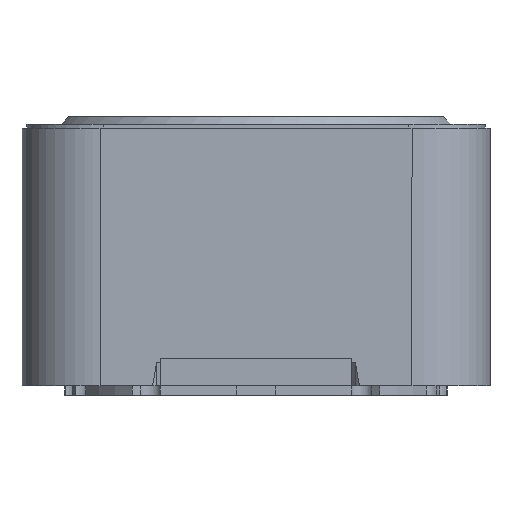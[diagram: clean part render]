
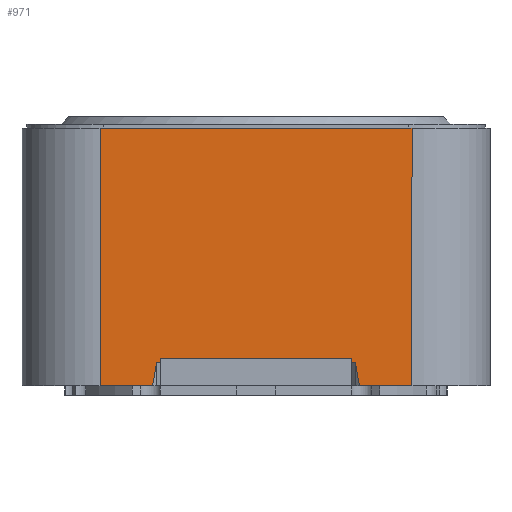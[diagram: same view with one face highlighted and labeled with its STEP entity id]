
A CAD part, front view. The second image highlights one B-rep face of the part: STEP entity #971.
In plain terms, the highlighted free-form (B-spline) face has degree [1, 1] with [2, 2] control points.
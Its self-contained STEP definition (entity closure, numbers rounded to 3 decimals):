
#908=CARTESIAN_POINT('',(-6.,-6.,-6.9));
#909=CARTESIAN_POINT('',(-6.,-6.,-0.2));
#910=CARTESIAN_POINT('',(6.,-6.,-6.9));
#911=CARTESIAN_POINT('',(6.,-6.,-0.2));
#912=B_SPLINE_SURFACE_WITH_KNOTS('',1,1,((#908,#909),(#910,#911)),.PLANE_SURF.,.F.,.F.,.U.,(2,2),(2,2),(0.,1.),(0.,1.),.UNSPECIFIED.);
#913=CARTESIAN_POINT('',(-4.,-6.,-6.9));
#914=VERTEX_POINT('',#913);
#915=CARTESIAN_POINT('',(-4.,-6.,-0.3));
#916=VERTEX_POINT('',#915);
#917=CARTESIAN_POINT('',(-4.,-6.,-6.9));
#918=CARTESIAN_POINT('',(-4.,-6.,-0.3));
#919=B_SPLINE_CURVE_WITH_KNOTS('',1,(#917,#918),.POLYLINE_FORM.,.F.,.U.,(2,2),(0.,0.985),.UNSPECIFIED.);
#920=EDGE_CURVE('',#914,#916,#919,.T.);
#921=ORIENTED_EDGE('',*,*,#920,.F.);
#922=CARTESIAN_POINT('',(-2.65,-6.,-6.9));
#923=VERTEX_POINT('',#922);
#924=CARTESIAN_POINT('',(-4.,-6.,-6.9));
#925=CARTESIAN_POINT('',(-2.65,-6.,-6.9));
#926=B_SPLINE_CURVE_WITH_KNOTS('',1,(#924,#925),.POLYLINE_FORM.,.F.,.U.,(2,2),(0.167,0.279),.UNSPECIFIED.);
#927=EDGE_CURVE('',#914,#923,#926,.T.);
#928=ORIENTED_EDGE('',*,*,#927,.T.);
#929=CARTESIAN_POINT('',(-2.55,-6.,-6.3));
#930=VERTEX_POINT('',#929);
#931=CARTESIAN_POINT('',(-2.55,-6.,-6.3));
#932=CARTESIAN_POINT('',(-2.65,-6.,-6.9));
#933=B_SPLINE_CURVE_WITH_KNOTS('',1,(#931,#932),.POLYLINE_FORM.,.F.,.U.,(2,2),(0.758,0.809),.UNSPECIFIED.);
#934=EDGE_CURVE('',#930,#923,#933,.T.);
#935=ORIENTED_EDGE('',*,*,#934,.F.);
#936=CARTESIAN_POINT('',(2.55,-6.,-6.3));
#937=VERTEX_POINT('',#936);
#938=CARTESIAN_POINT('',(2.55,-6.,-6.3));
#939=CARTESIAN_POINT('',(-2.55,-6.,-6.3));
#940=B_SPLINE_CURVE_WITH_KNOTS('',1,(#938,#939),.POLYLINE_FORM.,.F.,.U.,(2,2),(0.277,0.723),.UNSPECIFIED.);
#941=EDGE_CURVE('',#937,#930,#940,.T.);
#942=ORIENTED_EDGE('',*,*,#941,.F.);
#943=CARTESIAN_POINT('',(2.65,-6.,-6.9));
#944=VERTEX_POINT('',#943);
#945=CARTESIAN_POINT('',(2.65,-6.,-6.9));
#946=CARTESIAN_POINT('',(2.55,-6.,-6.3));
#947=B_SPLINE_CURVE_WITH_KNOTS('',1,(#945,#946),.POLYLINE_FORM.,.F.,.U.,(2,2),(0.191,0.242),.UNSPECIFIED.);
#948=EDGE_CURVE('',#944,#937,#947,.T.);
#949=ORIENTED_EDGE('',*,*,#948,.F.);
#950=CARTESIAN_POINT('',(4.,-6.,-6.9));
#951=VERTEX_POINT('',#950);
#952=CARTESIAN_POINT('',(2.65,-6.,-6.9));
#953=CARTESIAN_POINT('',(4.,-6.,-6.9));
#954=B_SPLINE_CURVE_WITH_KNOTS('',1,(#952,#953),.POLYLINE_FORM.,.F.,.U.,(2,2),(0.721,0.833),.UNSPECIFIED.);
#955=EDGE_CURVE('',#944,#951,#954,.T.);
#956=ORIENTED_EDGE('',*,*,#955,.T.);
#957=CARTESIAN_POINT('',(4.,-6.,-0.3));
#958=VERTEX_POINT('',#957);
#959=CARTESIAN_POINT('',(4.,-6.,-6.9));
#960=CARTESIAN_POINT('',(4.,-6.,-0.3));
#961=B_SPLINE_CURVE_WITH_KNOTS('',1,(#959,#960),.POLYLINE_FORM.,.F.,.U.,(2,2),(0.,0.985),.UNSPECIFIED.);
#962=EDGE_CURVE('',#951,#958,#961,.T.);
#963=ORIENTED_EDGE('',*,*,#962,.T.);
#964=CARTESIAN_POINT('',(-4.,-6.,-0.3));
#965=CARTESIAN_POINT('',(4.,-6.,-0.3));
#966=B_SPLINE_CURVE_WITH_KNOTS('',1,(#964,#965),.POLYLINE_FORM.,.F.,.U.,(2,2),(0.,1.),.UNSPECIFIED.);
#967=EDGE_CURVE('',#916,#958,#966,.T.);
#968=ORIENTED_EDGE('',*,*,#967,.F.);
#969=EDGE_LOOP('',(#921,#928,#935,#942,#949,#956,#963,#968));
#970=FACE_OUTER_BOUND('',#969,.T.);
#971=ADVANCED_FACE('',(#970),#912,.T.);
